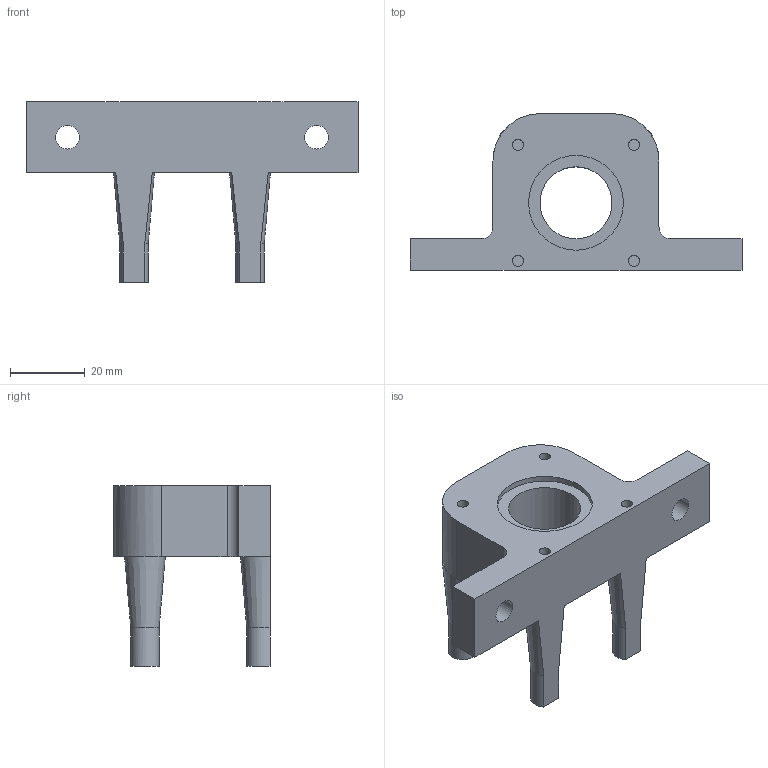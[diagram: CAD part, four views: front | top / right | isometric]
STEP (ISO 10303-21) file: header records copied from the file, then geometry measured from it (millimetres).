
FILE_DESCRIPTION(/* description */ (''),/* implementation_level */ '2;1');
FILE_NAME(/* name */ 'Igus Bracket.stp',/* time_stamp */ '2014-02-09T20:06:44-05:00',/* author */ ('Spooner'),/* organization */ (''),/* preprocessor_version */ 'ST-DEVELOPER v15.2',/* originating_system */ 'Autodesk Inventor 2014',/* authorisation */ '');
FILE_SCHEMA (('AUTOMOTIVE_DESIGN { 1 0 10303 214 3 1 1 }'));
Length unit declared in the file: inch
Products named in the file (1): Igus Bracket
Bounding box: 88.9 x 41.91 x 48.42 mm (x, y, z)
Volume: 40459.1 mm3; surface area: 14258.7 mm2
Topology: 1 solids, 1 shells, 49 faces, 116 edges, 74 vertices
Faces by surface type: plane 21, cylinder 20, cone 8
Full cylindrical faces by diameter (mm): 3 x8, 6.35 x2, 7.62 x2, 19.279 x1, 25.4 x1
Entity records: 1297 total; most frequent: DIRECTION 236, CARTESIAN_POINT 216, ORIENTED_EDGE 180, AXIS2_PLACEMENT_3D 100, EDGE_CURVE 90, EDGE_LOOP 80, VERTEX_POINT 68, CIRCLE 50
